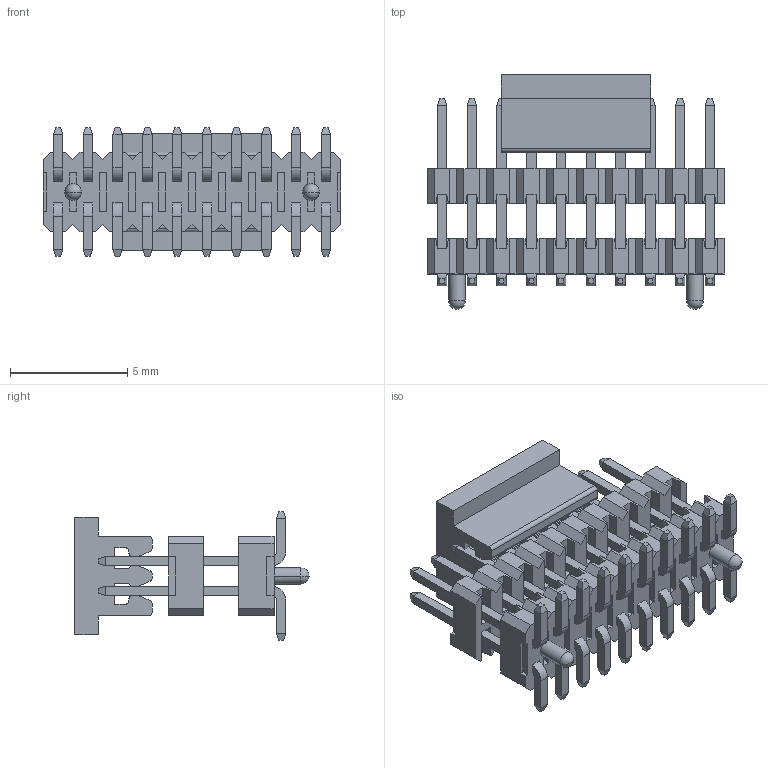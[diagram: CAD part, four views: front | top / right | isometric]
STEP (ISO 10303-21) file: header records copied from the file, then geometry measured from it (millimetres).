
FILE_DESCRIPTION( ('This file contains a STEP AP42 implementation' ,'as created by ZW3D STEP Interface translator.') ,'2;1' );
FILE_NAME( '1315-22XXXXM097XXXX(衄翐)(毀砃).stp' ,'23 316.171435', (''), ('ZWCAD Software Co.'), 'Version 1.0', 'ZW3D to STEP translator', '' );
FILE_SCHEMA(('AUTOMOTIVE_DESIGN { 1 0 10303 214 1 1 1 1 }'));
Length unit declared in the file: millimetre
Products named in the file (3): 0; 1315-2210XXM097XXXX(衄翐)(毀砃); 1315-22XXXXMXXXXX_ASM_1_ASM_3
Assembly tree (1 placements, depth 2):
  0
  1315-2210XXM097XXXX(衄翐)(毀砃)
    1315-22XXXXMXXXXX_ASM_1_ASM_3
Bounding box: 12.7 x 10 x 5.5 mm (x, y, z)
Volume: 195.3 mm3; surface area: 891.1 mm2
Topology: 23 solids, 23 shells, 996 faces, 2678 edges, 1702 vertices
Faces by surface type: plane 934, cylinder 58, sphere 4
Entity records: 31447 total; most frequent: CARTESIAN_POINT 5376, ORIENTED_EDGE 5348, DIRECTION 4802, EDGE_CURVE 2674, VECTOR 2546, LINE 2546, VERTEX_POINT 1702, AXIS2_PLACEMENT_3D 1128
